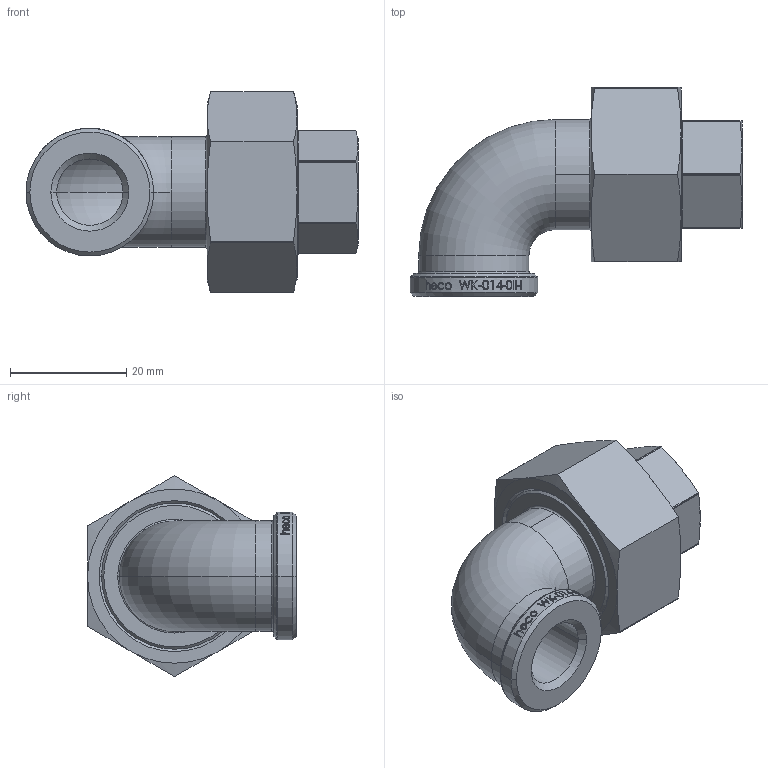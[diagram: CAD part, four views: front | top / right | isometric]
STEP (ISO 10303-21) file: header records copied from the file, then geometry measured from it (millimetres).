
FILE_DESCRIPTION (( 'STEP AP214' ), '1' );
FILE_NAME ('heco_WK-014-0II-I heco.STEP', '2017-09-19T11:57:54', ( '' ), ( '' ), 'SwSTEP 2.0', 'SolidWorks 2016', '' );
FILE_SCHEMA (( 'AUTOMOTIVE_DESIGN' ));
Length unit declared in the file: millimetre
Products named in the file (1): heco_WK-014-0II-I heco
Bounding box: 57.2 x 36 x 34.59 mm (x, y, z)
Volume: 16247.9 mm3; surface area: 8807.5 mm2
Topology: 1 solids, 1 shells, 279 faces, 690 edges, 443 vertices
Faces by surface type: plane 87, cylinder 71, bspline 71, cone 32, torus 18
Entity records: 17047 total; most frequent: CARTESIAN_POINT 8030, ORIENTED_EDGE 1380, DIRECTION 1017, EDGE_CURVE 690, VERTEX_POINT 443, AXIS2_PLACEMENT_3D 416, EDGE_LOOP 311, FACE_OUTER_BOUND 279
